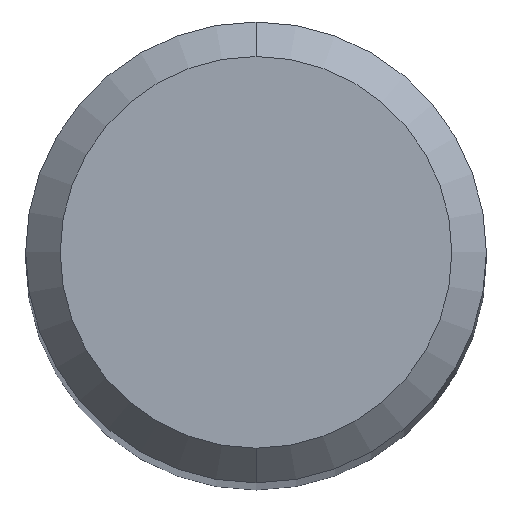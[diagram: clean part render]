
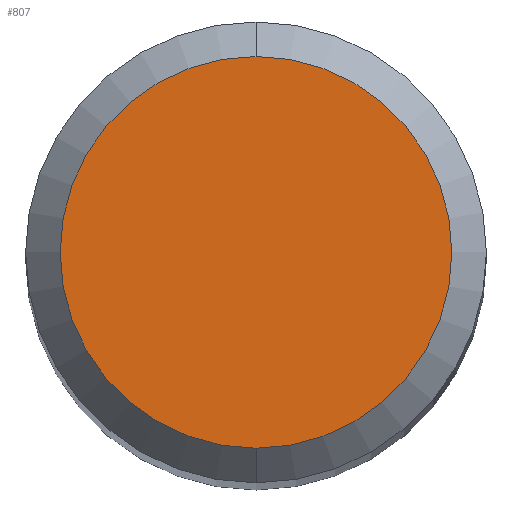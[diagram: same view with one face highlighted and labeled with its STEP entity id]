
A CAD part, top view. The second image highlights one B-rep face of the part: STEP entity #807.
In plain terms, the highlighted planar face has unit normal (0, 0, 1).
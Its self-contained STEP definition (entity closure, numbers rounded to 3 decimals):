
#595=VERTEX_POINT('',#1232);
#685=VERTEX_POINT('',#1331);
#709=EDGE_CURVE('',#685,#595,#1357,.T.);
#793=EDGE_CURVE('',#595,#685,#1445,.T.);
#807=ADVANCED_FACE('',(#1460),#1461,.T.);
#1232=CARTESIAN_POINT('',(0.,-1.7,0.0));
#1331=CARTESIAN_POINT('',(0.0,1.7,0.0));
#1357=CIRCLE('',#4333,1.7);
#1445=CIRCLE('',#5086,1.7);
#1460=FACE_OUTER_BOUND('',#5151,.T.);
#1461=PLANE('',#5152);
#4333=AXIS2_PLACEMENT_3D('',#6153,#6154,#6155);
#5086=AXIS2_PLACEMENT_3D('',#6209,#6210,#6211);
#5151=EDGE_LOOP('',(#6228,#6229));
#5152=AXIS2_PLACEMENT_3D('',#6230,#6231,#6232);
#6153=CARTESIAN_POINT('',(0.0,0.0,0.0));
#6154=DIRECTION('',(0.0,0.0,-1.0));
#6155=DIRECTION('',(0.0,1.0,0.0));
#6209=CARTESIAN_POINT('',(0.0,0.0,0.0));
#6210=DIRECTION('',(0.0,0.0,-1.0));
#6211=DIRECTION('',(0.0,1.0,0.0));
#6228=ORIENTED_EDGE('',*,*,#709,.F.);
#6229=ORIENTED_EDGE('',*,*,#793,.F.);
#6230=CARTESIAN_POINT('',(0.0,0.85,0.0));
#6231=DIRECTION('',(-0.0,0.0,1.0));
#6232=DIRECTION('',(0.0,-1.0,0.0));
